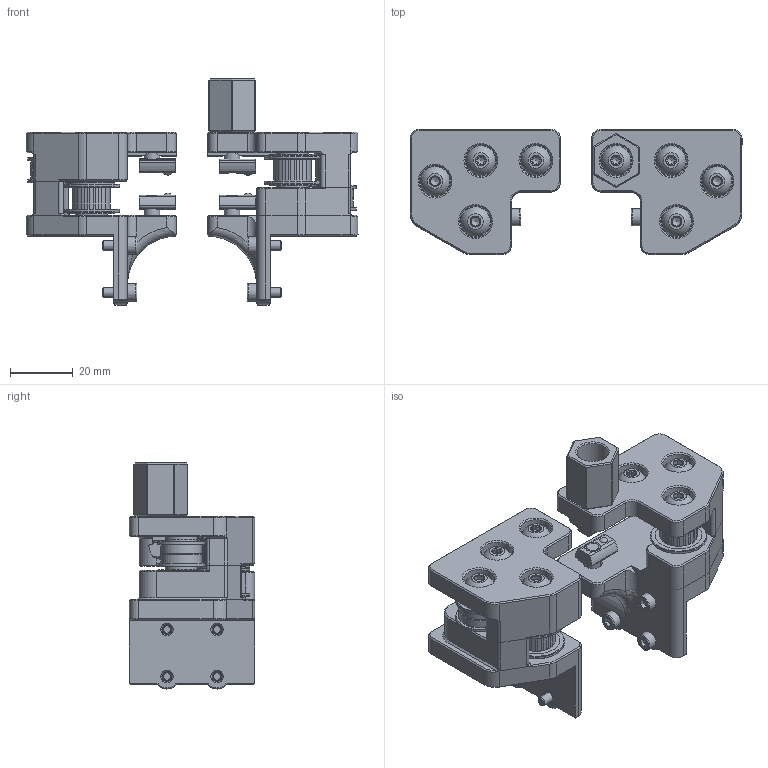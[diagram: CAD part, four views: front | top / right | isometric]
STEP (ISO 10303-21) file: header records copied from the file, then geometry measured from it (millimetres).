
FILE_DESCRIPTION(/* description */ ('STEP AP214'),/* implementation_level */ '2;1');
FILE_NAME(/* name */ '602cef348dcf011592a1d963',/* time_stamp */ '2021-02-17T10:25:58+00:00',/* author */ (''),/* organization */ (''),/* preprocessor_version */ 'ST-DEVELOPER v18.1',/* originating_system */ ' ',/* authorisation */ ' ');
FILE_SCHEMA (('AUTOMOTIVE_DESIGN {1 0 10303 214 3 1 1}'));
Length unit declared in the file: metre
Products named in the file (35): ass_xy-joins_v4 drives_only; ass-xy-join-left_v4_no_nuts <1>; M2x12 self tapping screw for plastic; xy-join_left_top_v4_not_nut; xy-join_left_bottom_v4_not_nut; ass_M5x10_plus_nut <2>; ass_m5x10_nut <1>; ISO 7380-1 M5x10; M5-T-Nut; DIN 912 M3x8; ISO 7380-1 M5x30; F695-2RS; DIN 912 M3x20; DIN 988 5x10x1 Shim Ring; DIN 988 5x10x0.5 Shim Ring; ass_M5x10_plus_nut <1>; ass_M5x10_plus_nut <3>; xy-join_left_middle_v4_not_nut; as_idler_left_v4 <1>; 2GT 6MM Toothed Idler v1; Powge - 2GT-20T-idler; ass-xy-join-right_v4_no_nuts <1>; xy-join_right_bottom_v4_not_nut; xy-join_endstop_block_v4; ass_M5x20_plus_nut <1>; M5x20; xy-join_right_top_v4_not_nut; xy-join_right_middle_v4_not_nut
Assembly tree (72 placements, depth 5):
  ass_xy-joins_v4 drives_only
    ass-xy-join-left_v4_no_nuts <1>
      M2x12 self tapping screw for plastic
      xy-join_left_top_v4_not_nut
      xy-join_left_bottom_v4_not_nut
      ass_M5x10_plus_nut <2>
        ass_m5x10_nut <1>
          ISO 7380-1 M5x10
          M5-T-Nut
      DIN 912 M3x8  x4
      ISO 7380-1 M5x30  x2
      F695-2RS  x2
      DIN 912 M3x20
      DIN 988 5x10x1 Shim Ring  x2
      DIN 988 5x10x0.5 Shim Ring
      ass_M5x10_plus_nut <1>
        ass_m5x10_nut <1>
          M5-T-Nut
          ISO 7380-1 M5x10
      ass_M5x10_plus_nut <3>
        ass_m5x10_nut <1>
          ISO 7380-1 M5x10
          M5-T-Nut
      xy-join_left_middle_v4_not_nut
      as_idler_left_v4 <1>
        DIN 988 5x10x1 Shim Ring  x2
        2GT 6MM Toothed Idler v1
        DIN 988 5x10x0.5 Shim Ring  x2
        Powge - 2GT-20T-idler
    ass-xy-join-right_v4_no_nuts <1>
      ISO 7380-1 M5x30  x2
      DIN 988 5x10x0.5 Shim Ring
      xy-join_right_bottom_v4_not_nut
      ass_M5x10_plus_nut <2>
        ass_m5x10_nut <1>
          ISO 7380-1 M5x10
          M5-T-Nut
      DIN 912 M3x8  x4
      DIN 912 M3x20
      F695-2RS  x2
      xy-join_endstop_block_v4
      M2x12 self tapping screw for plastic
      DIN 988 5x10x1 Shim Ring  x2
      ass_M5x20_plus_nut <1>
        M5x20
        M5-T-Nut
      xy-join_right_top_v4_not_nut
      xy-join_right_middle_v4_not_nut
      ass_M5x10_plus_nut <1>
        ass_m5x10_nut <1>
          ISO 7380-1 M5x10
          M5-T-Nut
      as_idler_left_v4 <1>
        2GT 6MM Toothed Idler v1
        DIN 988 5x10x1 Shim Ring  x2
        DIN 988 5x10x0.5 Shim Ring  x2
        Powge - 2GT-20T-idler
Bounding box: 106 x 40 x 72.2 mm (x, y, z)
Volume: 72410.1 mm3; surface area: 47284.3 mm2
Topology: 57 solids, 57 shells, 1672 faces, 3819 edges, 2339 vertices
Faces by surface type: plane 721, cylinder 497, cone 362, torus 58, bspline 24, sphere 10
Full cylindrical faces by diameter (mm): 1.754 x2, 1.9 x2, 2 x2, 2.4 x2, 2.9 x2, 3 x10, 3.2 x8, 3.3 x4, 3.6 x2, 4.134 x6, 5 x30, 5.2 x1, 5.3 x6, 5.35 x6, 5.5 x10, 5.8 x4, 6 x4, 6.5 x8, 7 x2, 8.2 x4, 9 x5, 10 x25, 11.5 x8, 12.15 x2, 13 x4, 15 x8, 18 x4
Entity records: 32683 total; most frequent: CARTESIAN_POINT 10646, DIRECTION 4609, ORIENTED_EDGE 3998, EDGE_CURVE 1999, AXIS2_PLACEMENT_3D 1825, VERTEX_POINT 1306, FACE_BOUND 1273, EDGE_LOOP 1267
